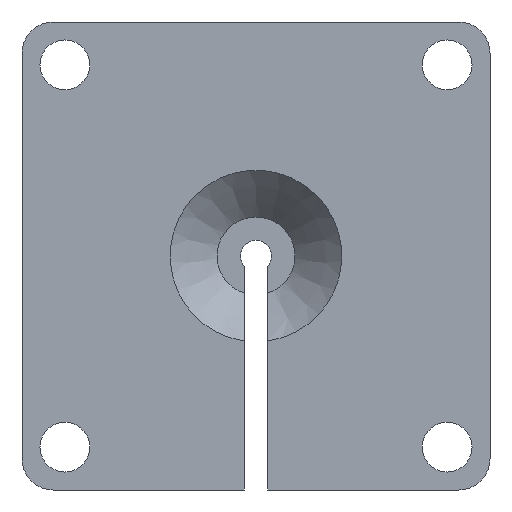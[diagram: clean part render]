
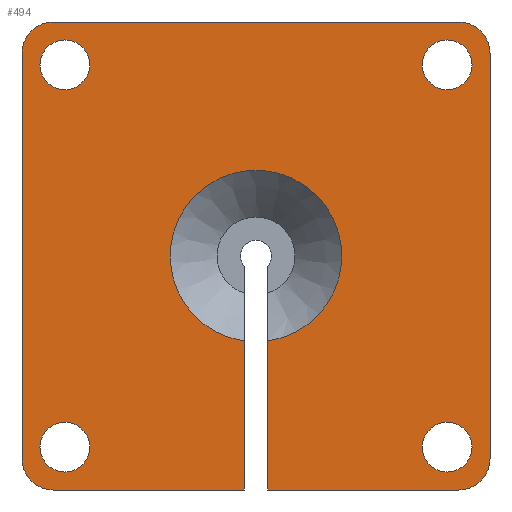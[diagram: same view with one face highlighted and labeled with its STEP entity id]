
A CAD part, front view. The second image highlights one B-rep face of the part: STEP entity #494.
In plain terms, the highlighted planar face has unit normal (0, -1, 0).
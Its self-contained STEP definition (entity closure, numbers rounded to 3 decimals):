
#15=FACE_BOUND('',#80,.T.);
#16=FACE_BOUND('',#81,.T.);
#17=FACE_BOUND('',#82,.T.);
#18=FACE_BOUND('',#83,.T.);
#53=FACE_OUTER_BOUND('',#79,.T.);
#79=EDGE_LOOP('',(#382,#383,#384,#385,#386,#387,#388,#389,#390,#391,#392,
#393));
#80=EDGE_LOOP('',(#394));
#81=EDGE_LOOP('',(#395));
#82=EDGE_LOOP('',(#396));
#83=EDGE_LOOP('',(#397));
#116=LINE('',#775,#156);
#118=LINE('',#787,#158);
#124=LINE('',#809,#164);
#125=LINE('',#812,#165);
#128=LINE('',#820,#168);
#129=LINE('',#824,#169);
#130=LINE('',#828,#170);
#156=VECTOR('',#617,10.);
#158=VECTOR('',#621,10.);
#164=VECTOR('',#635,10.);
#165=VECTOR('',#638,10.);
#168=VECTOR('',#645,10.);
#169=VECTOR('',#648,10.);
#170=VECTOR('',#651,10.);
#190=CIRCLE('',#544,5.5);
#191=CIRCLE('',#548,2.);
#192=CIRCLE('',#549,2.);
#193=CIRCLE('',#550,2.);
#194=CIRCLE('',#551,2.);
#195=CIRCLE('',#552,1.6);
#196=CIRCLE('',#553,1.6);
#197=CIRCLE('',#554,1.6);
#198=CIRCLE('',#555,1.6);
#225=VERTEX_POINT('',#772);
#226=VERTEX_POINT('',#774);
#228=VERTEX_POINT('',#782);
#229=VERTEX_POINT('',#786);
#235=VERTEX_POINT('',#807);
#236=VERTEX_POINT('',#811);
#238=VERTEX_POINT('',#817);
#239=VERTEX_POINT('',#819);
#240=VERTEX_POINT('',#821);
#241=VERTEX_POINT('',#823);
#242=VERTEX_POINT('',#825);
#243=VERTEX_POINT('',#827);
#244=VERTEX_POINT('',#830);
#245=VERTEX_POINT('',#832);
#246=VERTEX_POINT('',#834);
#247=VERTEX_POINT('',#836);
#277=EDGE_CURVE('',#226,#225,#116,.T.);
#281=EDGE_CURVE('',#229,#228,#118,.T.);
#288=EDGE_CURVE('',#226,#228,#190,.T.);
#291=EDGE_CURVE('',#235,#225,#124,.T.);
#292=EDGE_CURVE('',#229,#236,#125,.T.);
#295=EDGE_CURVE('',#238,#235,#191,.T.);
#296=EDGE_CURVE('',#239,#238,#128,.T.);
#297=EDGE_CURVE('',#240,#239,#192,.T.);
#298=EDGE_CURVE('',#241,#240,#129,.T.);
#299=EDGE_CURVE('',#242,#241,#193,.T.);
#300=EDGE_CURVE('',#243,#242,#130,.T.);
#301=EDGE_CURVE('',#236,#243,#194,.T.);
#302=EDGE_CURVE('',#244,#244,#195,.T.);
#303=EDGE_CURVE('',#245,#245,#196,.T.);
#304=EDGE_CURVE('',#246,#246,#197,.T.);
#305=EDGE_CURVE('',#247,#247,#198,.T.);
#382=ORIENTED_EDGE('',*,*,#281,.T.);
#383=ORIENTED_EDGE('',*,*,#288,.F.);
#384=ORIENTED_EDGE('',*,*,#277,.T.);
#385=ORIENTED_EDGE('',*,*,#291,.F.);
#386=ORIENTED_EDGE('',*,*,#295,.F.);
#387=ORIENTED_EDGE('',*,*,#296,.F.);
#388=ORIENTED_EDGE('',*,*,#297,.F.);
#389=ORIENTED_EDGE('',*,*,#298,.F.);
#390=ORIENTED_EDGE('',*,*,#299,.F.);
#391=ORIENTED_EDGE('',*,*,#300,.F.);
#392=ORIENTED_EDGE('',*,*,#301,.F.);
#393=ORIENTED_EDGE('',*,*,#292,.F.);
#394=ORIENTED_EDGE('',*,*,#302,.F.);
#395=ORIENTED_EDGE('',*,*,#303,.F.);
#396=ORIENTED_EDGE('',*,*,#304,.F.);
#397=ORIENTED_EDGE('',*,*,#305,.F.);
#480=PLANE('',#547);
#494=ADVANCED_FACE('',(#53,#15,#16,#17,#18),#480,.F.);
#544=AXIS2_PLACEMENT_3D('',#803,#629,#630);
#547=AXIS2_PLACEMENT_3D('',#816,#641,#642);
#548=AXIS2_PLACEMENT_3D('',#818,#643,#644);
#549=AXIS2_PLACEMENT_3D('',#822,#646,#647);
#550=AXIS2_PLACEMENT_3D('',#826,#649,#650);
#551=AXIS2_PLACEMENT_3D('',#829,#652,#653);
#552=AXIS2_PLACEMENT_3D('',#831,#654,#655);
#553=AXIS2_PLACEMENT_3D('',#833,#656,#657);
#554=AXIS2_PLACEMENT_3D('',#835,#658,#659);
#555=AXIS2_PLACEMENT_3D('',#837,#660,#661);
#617=DIRECTION('',(0.,0.,-1.));
#621=DIRECTION('',(0.,0.,1.));
#629=DIRECTION('center_axis',(0.,-1.,0.));
#630=DIRECTION('ref_axis',(1.,0.,0.));
#635=DIRECTION('',(-1.,0.,0.));
#638=DIRECTION('',(-1.,0.,0.));
#641=DIRECTION('center_axis',(0.,1.,0.));
#642=DIRECTION('ref_axis',(0.,0.,1.));
#643=DIRECTION('center_axis',(0.,1.,0.));
#644=DIRECTION('ref_axis',(1.,0.,0.));
#645=DIRECTION('',(0.,0.,-1.));
#646=DIRECTION('center_axis',(0.,1.,0.));
#647=DIRECTION('ref_axis',(0.,0.,1.));
#648=DIRECTION('',(1.,0.,0.));
#649=DIRECTION('center_axis',(0.,1.,0.));
#650=DIRECTION('ref_axis',(-1.,0.,0.));
#651=DIRECTION('',(0.,0.,1.));
#652=DIRECTION('center_axis',(0.,1.,0.));
#653=DIRECTION('ref_axis',(0.,0.,-1.));
#654=DIRECTION('center_axis',(0.,-1.,0.));
#655=DIRECTION('ref_axis',(1.,0.,0.));
#656=DIRECTION('center_axis',(0.,-1.,0.));
#657=DIRECTION('ref_axis',(1.,0.,0.));
#658=DIRECTION('center_axis',(0.,-1.,0.));
#659=DIRECTION('ref_axis',(1.,0.,0.));
#660=DIRECTION('center_axis',(0.,-1.,0.));
#661=DIRECTION('ref_axis',(1.,0.,0.));
#772=CARTESIAN_POINT('',(0.75,0.,-15.));
#774=CARTESIAN_POINT('',(0.75,0.,-5.449));
#775=CARTESIAN_POINT('',(0.75,0.,-11.191));
#782=CARTESIAN_POINT('',(-0.75,0.,-5.449));
#786=CARTESIAN_POINT('',(-0.75,0.,-15.));
#787=CARTESIAN_POINT('',(-0.75,0.,-0.809));
#803=CARTESIAN_POINT('Origin',(0.,0.,0.));
#807=CARTESIAN_POINT('',(13.,0.,-15.));
#809=CARTESIAN_POINT('',(13.,0.,-15.));
#811=CARTESIAN_POINT('',(-13.,0.,-15.));
#812=CARTESIAN_POINT('',(13.,0.,-15.));
#816=CARTESIAN_POINT('Origin',(0.,0.,0.));
#817=CARTESIAN_POINT('',(15.,0.,-13.));
#818=CARTESIAN_POINT('Origin',(13.,0.,-13.));
#819=CARTESIAN_POINT('',(15.,0.,13.));
#820=CARTESIAN_POINT('',(15.,0.,13.));
#821=CARTESIAN_POINT('',(13.,0.,15.));
#822=CARTESIAN_POINT('Origin',(13.,0.,13.));
#823=CARTESIAN_POINT('',(-13.,0.,15.));
#824=CARTESIAN_POINT('',(-13.,0.,15.));
#825=CARTESIAN_POINT('',(-15.,0.,13.));
#826=CARTESIAN_POINT('Origin',(-13.,0.,13.));
#827=CARTESIAN_POINT('',(-15.,0.,-13.));
#828=CARTESIAN_POINT('',(-15.,0.,-13.));
#829=CARTESIAN_POINT('Origin',(-13.,0.,-13.));
#830=CARTESIAN_POINT('',(10.65,0.,12.25));
#831=CARTESIAN_POINT('Origin',(12.25,0.,12.25));
#832=CARTESIAN_POINT('',(10.65,0.,-12.25));
#833=CARTESIAN_POINT('Origin',(12.25,0.,-12.25));
#834=CARTESIAN_POINT('',(-13.85,0.,-12.25));
#835=CARTESIAN_POINT('Origin',(-12.25,0.,-12.25));
#836=CARTESIAN_POINT('',(-13.85,0.,12.25));
#837=CARTESIAN_POINT('Origin',(-12.25,0.,12.25));
